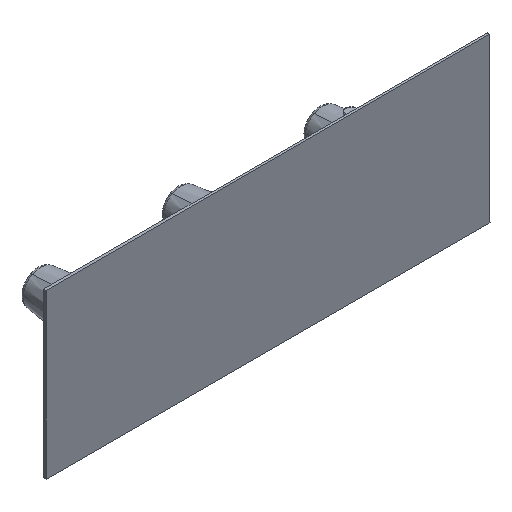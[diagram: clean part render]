
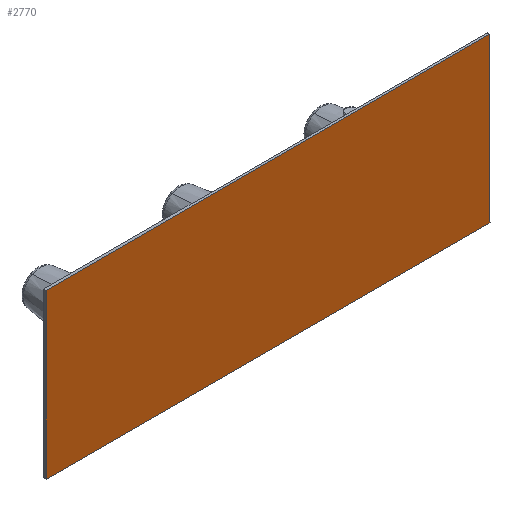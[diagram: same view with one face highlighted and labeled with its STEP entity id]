
A CAD part, isometric view. The second image highlights one B-rep face of the part: STEP entity #2770.
In plain terms, the highlighted planar face has unit normal (0, -1, 0).
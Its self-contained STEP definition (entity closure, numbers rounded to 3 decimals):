
#62=CARTESIAN_POINT('Vertex',(-310.,57.,-70.)) ;
#65=CARTESIAN_POINT('Line Origine',(-310.,57.,0.)) ;
#69=CARTESIAN_POINT('Vertex',(-310.,57.,70.)) ;
#102=CARTESIAN_POINT('Vertex',(70.,57.,70.)) ;
#110=CARTESIAN_POINT('Line Origine',(-120.,57.,70.)) ;
#2735=CARTESIAN_POINT('Line Origine',(70.,57.,0.)) ;
#2739=CARTESIAN_POINT('Vertex',(70.,57.,-70.)) ;
#2754=CARTESIAN_POINT('Axis2P3D Location',(-190.,57.,-70.)) ;
#2759=CARTESIAN_POINT('Line Origine',(-120.,57.,-70.)) ;
#66=DIRECTION('Vector Direction',(0.,0.,-1.)) ;
#111=DIRECTION('Vector Direction',(-1.,0.,0.)) ;
#2736=DIRECTION('Vector Direction',(0.,0.,1.)) ;
#2755=DIRECTION('Axis2P3D Direction',(0.,-1.,0.)) ;
#2756=DIRECTION('Axis2P3D XDirection',(1.,0.,0.)) ;
#2760=DIRECTION('Vector Direction',(1.,0.,0.)) ;
#2757=AXIS2_PLACEMENT_3D('Plane Axis2P3D',#2754,#2755,#2756) ;
#2765=ORIENTED_EDGE('',*,*,#2763,.T.) ;
#2766=ORIENTED_EDGE('',*,*,#2741,.T.) ;
#2767=ORIENTED_EDGE('',*,*,#114,.T.) ;
#2768=ORIENTED_EDGE('',*,*,#71,.T.) ;
#67=VECTOR('Line Direction',#66,1.) ;
#112=VECTOR('Line Direction',#111,1.) ;
#2737=VECTOR('Line Direction',#2736,1.) ;
#2761=VECTOR('Line Direction',#2760,1.) ;
#2770=ADVANCED_FACE('PartBody',(#2769),#2758,.T.) ;
#71=EDGE_CURVE('',#70,#63,#68,.T.) ;
#114=EDGE_CURVE('',#103,#70,#113,.T.) ;
#2741=EDGE_CURVE('',#2740,#103,#2738,.T.) ;
#2763=EDGE_CURVE('',#63,#2740,#2762,.T.) ;
#2764=EDGE_LOOP('',(#2765,#2766,#2767,#2768)) ;
#2769=FACE_OUTER_BOUND('',#2764,.T.) ;
#68=LINE('Line',#65,#67) ;
#113=LINE('Line',#110,#112) ;
#2738=LINE('Line',#2735,#2737) ;
#2762=LINE('Line',#2759,#2761) ;
#2758=PLANE('',#2757) ;
#63=VERTEX_POINT('',#62) ;
#70=VERTEX_POINT('',#69) ;
#103=VERTEX_POINT('',#102) ;
#2740=VERTEX_POINT('',#2739) ;
